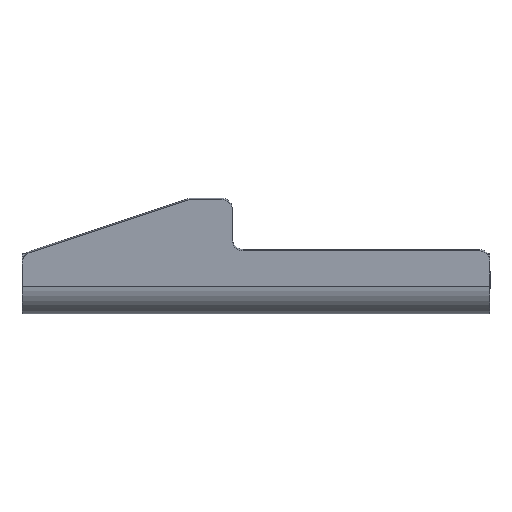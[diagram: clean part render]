
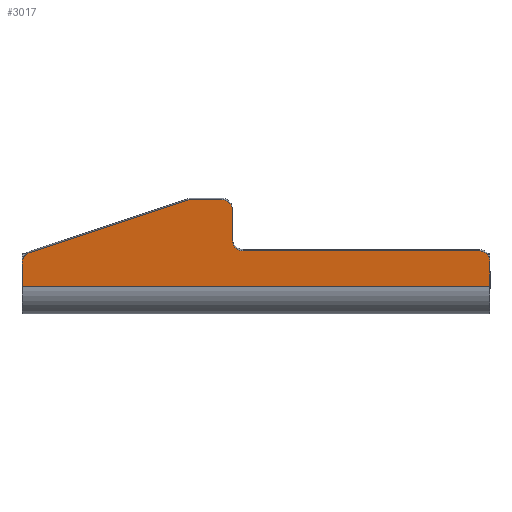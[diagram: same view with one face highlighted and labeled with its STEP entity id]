
A CAD part, left-side view. The second image highlights one B-rep face of the part: STEP entity #3017.
In plain terms, the highlighted planar face has unit normal (-0.996, 0, -0.087).
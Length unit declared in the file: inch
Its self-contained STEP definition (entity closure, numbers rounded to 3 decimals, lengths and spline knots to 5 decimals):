
#39 = LINE ( 'NONE', #3734, #3237 ) ;
#143 = VECTOR ( 'NONE', #1785, 39.37008 ) ;
#198 = VERTEX_POINT ( 'NONE', #1902 ) ;
#231 = DIRECTION ( 'NONE',  ( -0.996, 0., -0.087 ) ) ;
#301 = CIRCLE ( 'NONE', #1204, 0.0625 ) ;
#338 = DIRECTION ( 'NONE',  ( -0.996, 0., -0.087 ) ) ;
#346 = CARTESIAN_POINT ( 'NONE',  ( -0.70117, 0.73986, 0.665 ) ) ;
#349 = CARTESIAN_POINT ( 'NONE',  ( -0.69572, 0.5, 0.60274 ) ) ;
#360 = ORIENTED_EDGE ( 'NONE', *, *, #1594, .T. ) ;
#372 = DIRECTION ( 'NONE',  ( -0.087, 0., 0.996 ) ) ;
#374 = DIRECTION ( 'NONE',  ( -0.087, 0., 0.996 ) ) ;
#399 = EDGE_CURVE ( 'NONE', #2992, #1003, #3448, .T. ) ;
#637 = EDGE_CURVE ( 'NONE', #1179, #2260, #301, .T. ) ;
#669 = EDGE_CURVE ( 'NONE', #1338, #1179, #2593, .T. ) ;
#670 = PLANE ( 'NONE',  #1149 ) ;
#674 = CIRCLE ( 'NONE', #1265, 0.0625 ) ;
#687 = EDGE_CURVE ( 'NONE', #3061, #2653, #674, .T. ) ;
#712 = CARTESIAN_POINT ( 'NONE',  ( -0.70117, -1., 0.665 ) ) ;
#719 = DIRECTION ( 'NONE',  ( 0., 1., 0. ) ) ;
#741 = DIRECTION ( 'NONE',  ( 0.087, 0., -0.996 ) ) ;
#928 = CARTESIAN_POINT ( 'NONE',  ( -0.70089, 0.75962, 0.6618 ) ) ;
#1003 = VERTEX_POINT ( 'NONE', #2115 ) ;
#1093 = ORIENTED_EDGE ( 'NONE', *, *, #2913, .F. ) ;
#1118 = DIRECTION ( 'NONE',  ( 0., 1., 0. ) ) ;
#1149 = AXIS2_PLACEMENT_3D ( 'NONE', #2140, #338, #372 ) ;
#1179 = VERTEX_POINT ( 'NONE', #2760 ) ;
#1204 = AXIS2_PLACEMENT_3D ( 'NONE', #3668, #1927, #741 ) ;
#1238 = VERTEX_POINT ( 'NONE', #2880 ) ;
#1265 = AXIS2_PLACEMENT_3D ( 'NONE', #3424, #231, #1694 ) ;
#1318 = ORIENTED_EDGE ( 'NONE', *, *, #2673, .F. ) ;
#1338 = VERTEX_POINT ( 'NONE', #3169 ) ;
#1392 = ORIENTED_EDGE ( 'NONE', *, *, #669, .T. ) ;
#1396 = CARTESIAN_POINT ( 'NONE',  ( -0.70117, 1.5, 0.665 ) ) ;
#1409 = CARTESIAN_POINT ( 'NONE',  ( -0.67502, 0.4375, 0.36614 ) ) ;
#1489 = DIRECTION ( 'NONE',  ( 0.028, 0.949, -0.315 ) ) ;
#1534 = ORIENTED_EDGE ( 'NONE', *, *, #2385, .F. ) ;
#1542 = VECTOR ( 'NONE', #719, 39.37008 ) ;
#1594 = EDGE_CURVE ( 'NONE', #1660, #1238, #2966, .T. ) ;
#1635 = ORIENTED_EDGE ( 'NONE', *, *, #399, .T. ) ;
#1660 = VERTEX_POINT ( 'NONE', #1409 ) ;
#1672 = DIRECTION ( 'NONE',  ( -0.087, 0., 0.996 ) ) ;
#1694 = DIRECTION ( 'NONE',  ( 0.087, 0., -0.996 ) ) ;
#1758 = ORIENTED_EDGE ( 'NONE', *, *, #2970, .T. ) ;
#1785 = DIRECTION ( 'NONE',  ( -0.087, 0., 0.996 ) ) ;
#1887 = CIRCLE ( 'NONE', #2986, 0.0625 ) ;
#1902 = CARTESIAN_POINT ( 'NONE',  ( -0.65696, 1.726, 0.15975 ) ) ;
#1927 = DIRECTION ( 'NONE',  ( -0.996, 0., -0.087 ) ) ;
#1933 = DIRECTION ( 'NONE',  ( -0.996, 0., -0.087 ) ) ;
#1970 = CIRCLE ( 'NONE', #2521, 0.0625 ) ;
#1985 = LINE ( 'NONE', #3650, #1542 ) ;
#2062 = CARTESIAN_POINT ( 'NONE',  ( -0.66889, 1.726, 0.29603 ) ) ;
#2070 = ORIENTED_EDGE ( 'NONE', *, *, #2230, .T. ) ;
#2115 = CARTESIAN_POINT ( 'NONE',  ( -0.67405, 1.68326, 0.3551 ) ) ;
#2132 = DIRECTION ( 'NONE',  ( 0.996, 0., 0.087 ) ) ;
#2140 = CARTESIAN_POINT ( 'NONE',  ( -0.70117, 1.5, 0.665 ) ) ;
#2158 = CARTESIAN_POINT ( 'NONE',  ( -0.70117, 0.5625, 0.665 ) ) ;
#2230 = EDGE_CURVE ( 'NONE', #1003, #3548, #1887, .T. ) ;
#2251 = CARTESIAN_POINT ( 'NONE',  ( -0.67502, -0.9375, 0.36614 ) ) ;
#2260 = VERTEX_POINT ( 'NONE', #2251 ) ;
#2309 = DIRECTION ( 'NONE',  ( 0., 1., 0. ) ) ;
#2385 = EDGE_CURVE ( 'NONE', #198, #3548, #3215, .T. ) ;
#2416 = ORIENTED_EDGE ( 'NONE', *, *, #637, .T. ) ;
#2434 = EDGE_LOOP ( 'NONE', ( #3384, #1318, #1635, #2070, #1534, #1093, #1392, #2416, #3652, #360, #1758, #3735 ) ) ;
#2460 = VECTOR ( 'NONE', #3616, 39.37008 ) ;
#2463 = VECTOR ( 'NONE', #1118, 39.37008 ) ;
#2468 = VECTOR ( 'NONE', #2567, 39.37008 ) ;
#2521 = AXIS2_PLACEMENT_3D ( 'NONE', #2749, #2132, #374 ) ;
#2567 = DIRECTION ( 'NONE',  ( -0.087, 0., 0.996 ) ) ;
#2593 = LINE ( 'NONE', #712, #2460 ) ;
#2653 = VERTEX_POINT ( 'NONE', #2158 ) ;
#2673 = EDGE_CURVE ( 'NONE', #2992, #3521, #1970, .T. ) ;
#2693 = VECTOR ( 'NONE', #1489, 39.37008 ) ;
#2749 = CARTESIAN_POINT ( 'NONE',  ( -0.69572, 0.73986, 0.60274 ) ) ;
#2760 = CARTESIAN_POINT ( 'NONE',  ( -0.66957, -1., 0.30388 ) ) ;
#2779 = CARTESIAN_POINT ( 'NONE',  ( -0.68047, 0.4375, 0.4284 ) ) ;
#2821 = LINE ( 'NONE', #1396, #2463 ) ;
#2880 = CARTESIAN_POINT ( 'NONE',  ( -0.68047, 0.5, 0.4284 ) ) ;
#2913 = EDGE_CURVE ( 'NONE', #1338, #198, #39, .T. ) ;
#2941 = CARTESIAN_POINT ( 'NONE',  ( -0.70089, 0.75962, 0.6618 ) ) ;
#2966 = CIRCLE ( 'NONE', #3049, 0.0625 ) ;
#2970 = EDGE_CURVE ( 'NONE', #1238, #3061, #3283, .T. ) ;
#2986 = AXIS2_PLACEMENT_3D ( 'NONE', #3116, #1933, #3391 ) ;
#2992 = VERTEX_POINT ( 'NONE', #928 ) ;
#3017 = ADVANCED_FACE ( 'NONE', ( #3536 ), #670, .T. ) ;
#3049 = AXIS2_PLACEMENT_3D ( 'NONE', #2779, #3103, #1672 ) ;
#3061 = VERTEX_POINT ( 'NONE', #349 ) ;
#3103 = DIRECTION ( 'NONE',  ( 0.996, 0., 0.087 ) ) ;
#3116 = CARTESIAN_POINT ( 'NONE',  ( -0.66889, 1.6635, 0.29603 ) ) ;
#3164 = EDGE_CURVE ( 'NONE', #2260, #1660, #1985, .T. ) ;
#3167 = CARTESIAN_POINT ( 'NONE',  ( -0.65696, 1.726, 0.15975 ) ) ;
#3169 = CARTESIAN_POINT ( 'NONE',  ( -0.65696, -1., 0.15975 ) ) ;
#3202 = CARTESIAN_POINT ( 'NONE',  ( -0.70117, 0.5, 0.665 ) ) ;
#3215 = LINE ( 'NONE', #3167, #2468 ) ;
#3237 = VECTOR ( 'NONE', #2309, 39.37008 ) ;
#3283 = LINE ( 'NONE', #3202, #143 ) ;
#3375 = EDGE_CURVE ( 'NONE', #2653, #3521, #2821, .T. ) ;
#3384 = ORIENTED_EDGE ( 'NONE', *, *, #3375, .T. ) ;
#3391 = DIRECTION ( 'NONE',  ( 0.087, 0., -0.996 ) ) ;
#3424 = CARTESIAN_POINT ( 'NONE',  ( -0.69572, 0.5625, 0.60274 ) ) ;
#3448 = LINE ( 'NONE', #2941, #2693 ) ;
#3521 = VERTEX_POINT ( 'NONE', #346 ) ;
#3536 = FACE_OUTER_BOUND ( 'NONE', #2434, .T. ) ;
#3548 = VERTEX_POINT ( 'NONE', #2062 ) ;
#3616 = DIRECTION ( 'NONE',  ( -0.087, 0., 0.996 ) ) ;
#3650 = CARTESIAN_POINT ( 'NONE',  ( -0.67502, 1.5, 0.36614 ) ) ;
#3652 = ORIENTED_EDGE ( 'NONE', *, *, #3164, .T. ) ;
#3668 = CARTESIAN_POINT ( 'NONE',  ( -0.66957, -0.9375, 0.30388 ) ) ;
#3734 = CARTESIAN_POINT ( 'NONE',  ( -0.65696, 1.5, 0.15975 ) ) ;
#3735 = ORIENTED_EDGE ( 'NONE', *, *, #687, .T. ) ;
